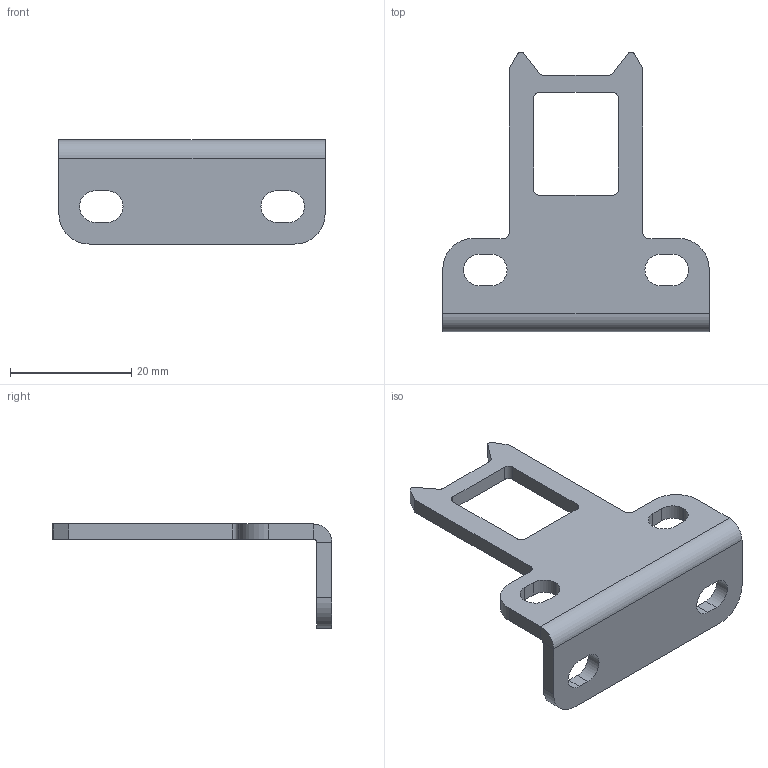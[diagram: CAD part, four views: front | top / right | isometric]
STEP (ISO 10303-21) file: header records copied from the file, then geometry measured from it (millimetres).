
FILE_DESCRIPTION (( 'STEP AP203' ), '1' );
FILE_NAME ('8074_1-_-ZB Betaetiger abgewinkelt.STEP', '2014-11-19T12:27:53', ( '' ), ( '' ), 'SwSTEP 2.0', 'SolidWorks 2014', '' );
FILE_SCHEMA (( 'CONFIG_CONTROL_DESIGN' ));
Length unit declared in the file: millimetre
Products named in the file (1): 8074_1-_-ZB Betaetiger abgewinkelt
Bounding box: 44 x 46.2 x 17.2 mm (x, y, z)
Volume: 3818.6 mm3; surface area: 3908.8 mm2
Topology: 1 solids, 1 shells, 62 faces, 172 edges, 112 vertices
Faces by surface type: plane 34, cylinder 28
Entity records: 2085 total; most frequent: DIRECTION 354, CARTESIAN_POINT 347, ORIENTED_EDGE 344, EDGE_CURVE 172, AXIS2_PLACEMENT_3D 119, LINE 116, VECTOR 116, VERTEX_POINT 112
